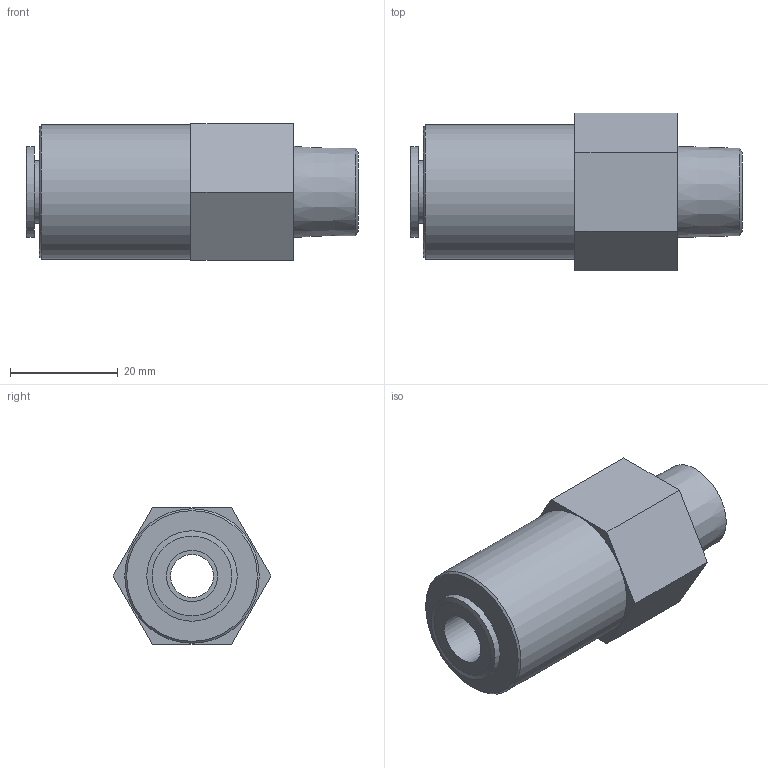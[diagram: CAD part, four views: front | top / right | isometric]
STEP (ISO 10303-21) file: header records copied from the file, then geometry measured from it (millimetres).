
FILE_DESCRIPTION(/* description */ ('STEP AP214'),/* implementation_level */ '2;1');
FILE_NAME(/* name */ '190855_HA-3_8-QS-3_8-U',/* time_stamp */ '2024-08-28T23:18:50+02:00',/* author */ ('License CC BY-ND 4.0'),/* organization */ ('CADENAS'),/* preprocessor_version */ 'ST-DEVELOPER v19.3',/* originating_system */ 'PARTsolutions',/* authorisation */ ' ');
FILE_SCHEMA (('AUTOMOTIVE_DESIGN {1 0 10303 214 3 1 1}'));
Length unit declared in the file: millimetre
Products named in the file (1): 190855 HA-3/8-QS-3/8-U
Bounding box: 61.7 x 29.33 x 25.4 mm (x, y, z)
Volume: 23939.9 mm3; surface area: 7465.4 mm2
Topology: 1 solids, 1 shells, 22 faces, 42 edges, 27 vertices
Faces by surface type: plane 13, cylinder 5, cone 4
Full cylindrical faces by diameter (mm): 8 x1, 9.525 x1, 11.525 x1, 16.8 x1, 25 x1
Entity records: 546 total; most frequent: DIRECTION 94, CARTESIAN_POINT 83, ORIENTED_EDGE 66, EDGE_LOOP 38, FACE_BOUND 38, AXIS2_PLACEMENT_3D 38, EDGE_CURVE 33, VERTEX_POINT 27
